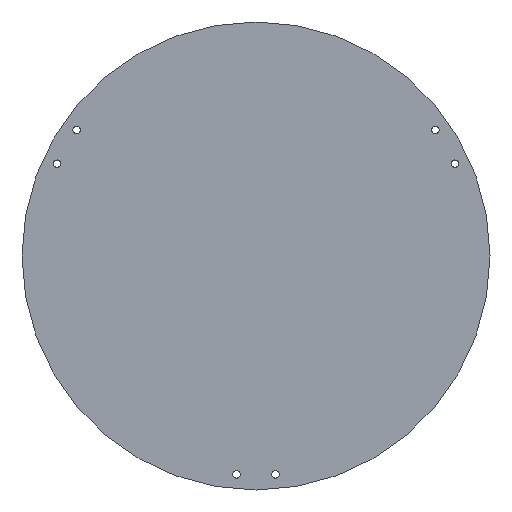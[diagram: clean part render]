
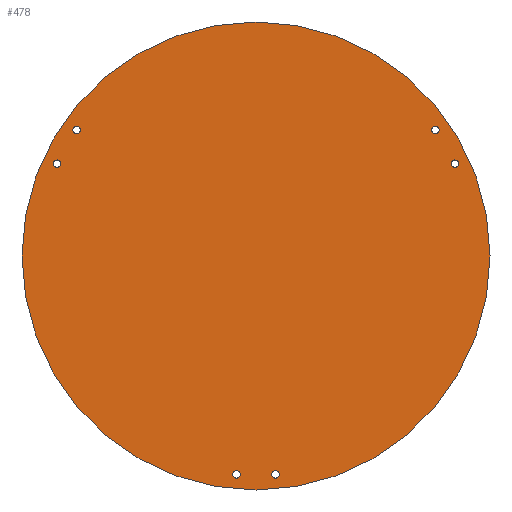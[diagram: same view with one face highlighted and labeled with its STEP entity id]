
A CAD part, front view. The second image highlights one B-rep face of the part: STEP entity #478.
In plain terms, the highlighted planar face has unit normal (0, -1, 0).
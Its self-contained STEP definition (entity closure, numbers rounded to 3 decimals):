
#1 = DIRECTION ( 'NONE',  ( 0., 1., 0. ) ) ;
#9 = AXIS2_PLACEMENT_3D ( 'NONE', #188, #284, #89 ) ;
#12 = CARTESIAN_POINT ( 'NONE',  ( 127.494, 0., 56.775 ) ) ;
#19 = EDGE_LOOP ( 'NONE', ( #202, #119 ) ) ;
#24 = ORIENTED_EDGE ( 'NONE', *, *, #94, .T. ) ;
#26 = VERTEX_POINT ( 'NONE', #523 ) ;
#30 = DIRECTION ( 'NONE',  ( 0., 0., 1. ) ) ;
#36 = DIRECTION ( 'NONE',  ( 0., 1., 0. ) ) ;
#40 = FACE_BOUND ( 'NONE', #142, .T. ) ;
#53 = ORIENTED_EDGE ( 'NONE', *, *, #75, .T. ) ;
#54 = FACE_OUTER_BOUND ( 'NONE', #428, .T. ) ;
#59 = EDGE_CURVE ( 'NONE', #288, #551, #163, .T. ) ;
#60 = DIRECTION ( 'NONE',  ( 0., 1., 0. ) ) ;
#66 = ORIENTED_EDGE ( 'NONE', *, *, #529, .T. ) ;
#70 = CIRCLE ( 'NONE', #403, 2.4 ) ;
#75 = EDGE_CURVE ( 'NONE', #415, #83, #616, .T. ) ;
#77 = VERTEX_POINT ( 'NONE', #488 ) ;
#83 = VERTEX_POINT ( 'NONE', #244 ) ;
#84 = CARTESIAN_POINT ( 'NONE',  ( 0., 0., 0. ) ) ;
#89 = DIRECTION ( 'NONE',  ( 0., 0., 1. ) ) ;
#94 = EDGE_CURVE ( 'NONE', #502, #77, #558, .T. ) ;
#99 = DIRECTION ( 'NONE',  ( 0., 1., 0. ) ) ;
#108 = CIRCLE ( 'NONE', #371, 2.4 ) ;
#116 = ORIENTED_EDGE ( 'NONE', *, *, #135, .T. ) ;
#119 = ORIENTED_EDGE ( 'NONE', *, *, #460, .T. ) ;
#122 = EDGE_LOOP ( 'NONE', ( #437, #465 ) ) ;
#123 = AXIS2_PLACEMENT_3D ( 'NONE', #222, #1, #336 ) ;
#128 = CARTESIAN_POINT ( 'NONE',  ( -114.994, 0., 80.825 ) ) ;
#132 = EDGE_LOOP ( 'NONE', ( #546, #241 ) ) ;
#133 = CIRCLE ( 'NONE', #275, 2.4 ) ;
#135 = EDGE_CURVE ( 'NONE', #608, #507, #133, .T. ) ;
#139 = DIRECTION ( 'NONE',  ( 0., 1., 0. ) ) ;
#142 = EDGE_LOOP ( 'NONE', ( #24, #66 ) ) ;
#145 = AXIS2_PLACEMENT_3D ( 'NONE', #182, #380, #576 ) ;
#148 = DIRECTION ( 'NONE',  ( 0., 1., 0. ) ) ;
#151 = DIRECTION ( 'NONE',  ( 0., 0., 1. ) ) ;
#160 = VERTEX_POINT ( 'NONE', #12 ) ;
#163 = CIRCLE ( 'NONE', #509, 2.4 ) ;
#167 = EDGE_LOOP ( 'NONE', ( #53, #417 ) ) ;
#182 = CARTESIAN_POINT ( 'NONE',  ( 0., 0., 0. ) ) ;
#188 = CARTESIAN_POINT ( 'NONE',  ( 0., 0., 0. ) ) ;
#191 = DIRECTION ( 'NONE',  ( 0., 1., 0. ) ) ;
#195 = EDGE_CURVE ( 'NONE', #160, #26, #492, .T. ) ;
#202 = ORIENTED_EDGE ( 'NONE', *, *, #195, .T. ) ;
#206 = AXIS2_PLACEMENT_3D ( 'NONE', #475, #99, #434 ) ;
#222 = CARTESIAN_POINT ( 'NONE',  ( 127.494, 0., 59.175 ) ) ;
#224 = EDGE_CURVE ( 'NONE', #83, #415, #70, .T. ) ;
#225 = DIRECTION ( 'NONE',  ( 0., 0., 1. ) ) ;
#231 = DIRECTION ( 'NONE',  ( 0., 0., 1. ) ) ;
#236 = DIRECTION ( 'NONE',  ( 0., 0., 1. ) ) ;
#237 = FACE_BOUND ( 'NONE', #132, .T. ) ;
#241 = ORIENTED_EDGE ( 'NONE', *, *, #59, .T. ) ;
#244 = CARTESIAN_POINT ( 'NONE',  ( 114.994, 0., 83.225 ) ) ;
#248 = CIRCLE ( 'NONE', #543, 2.4 ) ;
#263 = VERTEX_POINT ( 'NONE', #354 ) ;
#264 = AXIS2_PLACEMENT_3D ( 'NONE', #364, #559, #321 ) ;
#270 = CARTESIAN_POINT ( 'NONE',  ( 12.5, 0., -142.4 ) ) ;
#272 = PLANE ( 'NONE',  #9 ) ;
#275 = AXIS2_PLACEMENT_3D ( 'NONE', #538, #60, #236 ) ;
#284 = DIRECTION ( 'NONE',  ( 0., 1., 0. ) ) ;
#288 = VERTEX_POINT ( 'NONE', #401 ) ;
#292 = CARTESIAN_POINT ( 'NONE',  ( -12.5, 0., -140. ) ) ;
#301 = CARTESIAN_POINT ( 'NONE',  ( -12.5, 0., -140. ) ) ;
#310 = AXIS2_PLACEMENT_3D ( 'NONE', #390, #386, #583 ) ;
#316 = VERTEX_POINT ( 'NONE', #550 ) ;
#321 = DIRECTION ( 'NONE',  ( 0., 0., 1. ) ) ;
#323 = EDGE_LOOP ( 'NONE', ( #116, #526 ) ) ;
#326 = CARTESIAN_POINT ( 'NONE',  ( -127.494, 0., 56.775 ) ) ;
#336 = DIRECTION ( 'NONE',  ( 0., 0., 1. ) ) ;
#345 = CARTESIAN_POINT ( 'NONE',  ( 12.5, 0., -140. ) ) ;
#352 = CARTESIAN_POINT ( 'NONE',  ( 114.994, 0., 80.825 ) ) ;
#354 = CARTESIAN_POINT ( 'NONE',  ( -114.994, 0., 78.425 ) ) ;
#361 = ORIENTED_EDGE ( 'NONE', *, *, #487, .F. ) ;
#362 = AXIS2_PLACEMENT_3D ( 'NONE', #399, #586, #151 ) ;
#363 = CIRCLE ( 'NONE', #206, 2.4 ) ;
#364 = CARTESIAN_POINT ( 'NONE',  ( -114.994, 0., 80.825 ) ) ;
#366 = EDGE_CURVE ( 'NONE', #548, #263, #542, .T. ) ;
#371 = AXIS2_PLACEMENT_3D ( 'NONE', #301, #494, #456 ) ;
#380 = DIRECTION ( 'NONE',  ( 0., 1., 0. ) ) ;
#385 = CARTESIAN_POINT ( 'NONE',  ( -127.494, 0., 61.575 ) ) ;
#386 = DIRECTION ( 'NONE',  ( 0., 1., 0. ) ) ;
#390 = CARTESIAN_POINT ( 'NONE',  ( 114.994, 0., 80.825 ) ) ;
#397 = EDGE_CURVE ( 'NONE', #263, #548, #580, .T. ) ;
#399 = CARTESIAN_POINT ( 'NONE',  ( 127.494, 0., 59.175 ) ) ;
#401 = CARTESIAN_POINT ( 'NONE',  ( 12.5, 0., -137.6 ) ) ;
#403 = AXIS2_PLACEMENT_3D ( 'NONE', #352, #541, #231 ) ;
#407 = VERTEX_POINT ( 'NONE', #481 ) ;
#415 = VERTEX_POINT ( 'NONE', #610 ) ;
#417 = ORIENTED_EDGE ( 'NONE', *, *, #224, .T. ) ;
#428 = EDGE_LOOP ( 'NONE', ( #587, #361 ) ) ;
#429 = EDGE_CURVE ( 'NONE', #407, #316, #590, .T. ) ;
#434 = DIRECTION ( 'NONE',  ( 0., 0., 1. ) ) ;
#437 = ORIENTED_EDGE ( 'NONE', *, *, #397, .T. ) ;
#438 = FACE_BOUND ( 'NONE', #323, .T. ) ;
#440 = EDGE_CURVE ( 'NONE', #551, #288, #363, .T. ) ;
#441 = DIRECTION ( 'NONE',  ( 0., 0., 1. ) ) ;
#447 = AXIS2_PLACEMENT_3D ( 'NONE', #84, #139, #225 ) ;
#448 = DIRECTION ( 'NONE',  ( 0., 0., 1. ) ) ;
#454 = AXIS2_PLACEMENT_3D ( 'NONE', #292, #148, #448 ) ;
#456 = DIRECTION ( 'NONE',  ( 0., 0., 1. ) ) ;
#460 = EDGE_CURVE ( 'NONE', #26, #160, #493, .T. ) ;
#465 = ORIENTED_EDGE ( 'NONE', *, *, #366, .T. ) ;
#475 = CARTESIAN_POINT ( 'NONE',  ( 12.5, 0., -140. ) ) ;
#478 = ADVANCED_FACE ( 'NONE', ( #54, #237, #40, #617, #569, #438, #518 ), #272, .F. ) ;
#479 = DIRECTION ( 'NONE',  ( 0., 0., 1. ) ) ;
#481 = CARTESIAN_POINT ( 'NONE',  ( 0., 0., -150. ) ) ;
#487 = EDGE_CURVE ( 'NONE', #316, #407, #520, .T. ) ;
#488 = CARTESIAN_POINT ( 'NONE',  ( -12.5, 0., -137.6 ) ) ;
#492 = CIRCLE ( 'NONE', #362, 2.4 ) ;
#493 = CIRCLE ( 'NONE', #123, 2.4 ) ;
#494 = DIRECTION ( 'NONE',  ( 0., 1., 0. ) ) ;
#502 = VERTEX_POINT ( 'NONE', #613 ) ;
#507 = VERTEX_POINT ( 'NONE', #385 ) ;
#509 = AXIS2_PLACEMENT_3D ( 'NONE', #345, #191, #441 ) ;
#518 = FACE_BOUND ( 'NONE', #122, .T. ) ;
#520 = CIRCLE ( 'NONE', #447, 150. ) ;
#523 = CARTESIAN_POINT ( 'NONE',  ( 127.494, 0., 61.575 ) ) ;
#525 = CARTESIAN_POINT ( 'NONE',  ( -127.494, 0., 59.175 ) ) ;
#526 = ORIENTED_EDGE ( 'NONE', *, *, #570, .T. ) ;
#529 = EDGE_CURVE ( 'NONE', #77, #502, #108, .T. ) ;
#533 = AXIS2_PLACEMENT_3D ( 'NONE', #128, #36, #479 ) ;
#538 = CARTESIAN_POINT ( 'NONE',  ( -127.494, 0., 59.175 ) ) ;
#541 = DIRECTION ( 'NONE',  ( 0., 1., 0. ) ) ;
#542 = CIRCLE ( 'NONE', #264, 2.4 ) ;
#543 = AXIS2_PLACEMENT_3D ( 'NONE', #525, #614, #30 ) ;
#546 = ORIENTED_EDGE ( 'NONE', *, *, #440, .T. ) ;
#548 = VERTEX_POINT ( 'NONE', #592 ) ;
#550 = CARTESIAN_POINT ( 'NONE',  ( 0., 0., 150. ) ) ;
#551 = VERTEX_POINT ( 'NONE', #270 ) ;
#558 = CIRCLE ( 'NONE', #454, 2.4 ) ;
#559 = DIRECTION ( 'NONE',  ( 0., 1., 0. ) ) ;
#569 = FACE_BOUND ( 'NONE', #19, .T. ) ;
#570 = EDGE_CURVE ( 'NONE', #507, #608, #248, .T. ) ;
#576 = DIRECTION ( 'NONE',  ( 0., 0., 1. ) ) ;
#580 = CIRCLE ( 'NONE', #533, 2.4 ) ;
#583 = DIRECTION ( 'NONE',  ( 0., 0., 1. ) ) ;
#586 = DIRECTION ( 'NONE',  ( 0., 1., 0. ) ) ;
#587 = ORIENTED_EDGE ( 'NONE', *, *, #429, .F. ) ;
#590 = CIRCLE ( 'NONE', #145, 150. ) ;
#592 = CARTESIAN_POINT ( 'NONE',  ( -114.994, 0., 83.225 ) ) ;
#608 = VERTEX_POINT ( 'NONE', #326 ) ;
#610 = CARTESIAN_POINT ( 'NONE',  ( 114.994, 0., 78.425 ) ) ;
#613 = CARTESIAN_POINT ( 'NONE',  ( -12.5, 0., -142.4 ) ) ;
#614 = DIRECTION ( 'NONE',  ( 0., 1., 0. ) ) ;
#616 = CIRCLE ( 'NONE', #310, 2.4 ) ;
#617 = FACE_BOUND ( 'NONE', #167, .T. ) ;
